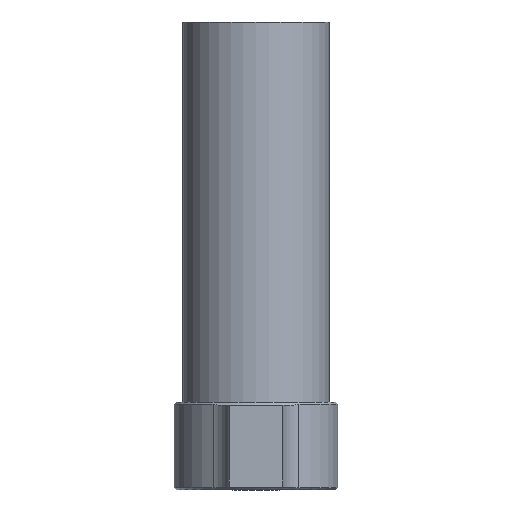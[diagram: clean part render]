
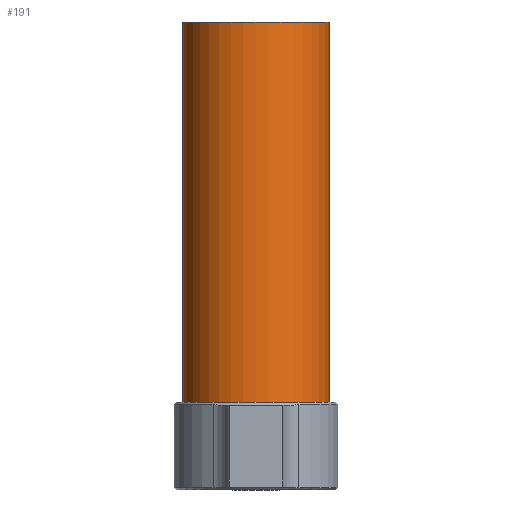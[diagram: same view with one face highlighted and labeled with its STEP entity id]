
A CAD part, front view. The second image highlights one B-rep face of the part: STEP entity #191.
In plain terms, the highlighted cylindrical face has radius 12.5 mm (diameter 25 mm), a full revolution.
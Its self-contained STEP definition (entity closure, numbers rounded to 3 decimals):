
#154=EDGE_CURVE('Unnamed[1]',#415,#429,#430,.T.);
#186=EDGE_CURVE('Unnamed[1]',#477,#414,#478,.T.);
#191=ADVANCED_FACE('Unnamed[1]',(#484,#485),#486,.T.);
#237=EDGE_CURVE('Unnamed[1]',#414,#415,#553,.T.);
#250=EDGE_CURVE('Unnamed[1]',#572,#572,#573,.T.);
#320=EDGE_CURVE('Unnamed[1]',#429,#477,#659,.T.);
#414=VERTEX_POINT('',#777);
#415=VERTEX_POINT('',#778);
#429=VERTEX_POINT('',#798);
#430=LINE('',#799,#800);
#477=VERTEX_POINT('',#1025);
#478=LINE('',#1026,#1027);
#484=FACE_BOUND('',#1042,.T.);
#485=FACE_BOUND('',#1043,.T.);
#486=CYLINDRICAL_SURFACE('',#1044,12.5);
#553=CIRCLE('',#1166,12.5);
#572=VERTEX_POINT('',#1190);
#573=CIRCLE('',#1191,12.5);
#659=ELLIPSE('',#1504,17.678,12.5);
#777=CARTESIAN_POINT('',(4.265,11.75,0.));
#778=CARTESIAN_POINT('',(-4.265,11.75,0.));
#798=CARTESIAN_POINT('',(-4.265,11.75,-60.0));
#799=CARTESIAN_POINT('',(-4.265,11.75,-30.0));
#800=VECTOR('',#1625,1.0);
#1025=CARTESIAN_POINT('',(4.265,11.75,-60.0));
#1026=CARTESIAN_POINT('',(4.265,11.75,-30.0));
#1027=VECTOR('',#1658,1.0);
#1042=EDGE_LOOP('',(#1660,#1661,#1662,#1663));
#1043=EDGE_LOOP('',(#1664));
#1044=AXIS2_PLACEMENT_3D('',#1665,#1666,#1667);
#1166=AXIS2_PLACEMENT_3D('',#1752,#1753,#1754);
#1190=CARTESIAN_POINT('',(0.,12.5,-65.0));
#1191=AXIS2_PLACEMENT_3D('',#1778,#1779,#1780);
#1504=AXIS2_PLACEMENT_3D('',#1885,#1886,#1887);
#1625=DIRECTION('',(0.,0.,-1.0));
#1658=DIRECTION('',(0.,0.,1.0));
#1660=ORIENTED_EDGE('',*,*,#154,.T.);
#1661=ORIENTED_EDGE('',*,*,#320,.T.);
#1662=ORIENTED_EDGE('',*,*,#186,.T.);
#1663=ORIENTED_EDGE('',*,*,#237,.T.);
#1664=ORIENTED_EDGE('',*,*,#250,.F.);
#1665=CARTESIAN_POINT('',(0.,0.,-32.5));
#1666=DIRECTION('',(0.,0.,-1.0));
#1667=DIRECTION('',(0.,1.0,0.));
#1752=CARTESIAN_POINT('',(0.,0.,0.));
#1753=DIRECTION('',(0.,0.,-1.0));
#1754=DIRECTION('',(0.,1.0,0.));
#1778=CARTESIAN_POINT('',(0.,0.,-65.0));
#1779=DIRECTION('',(0.,0.,-1.0));
#1780=DIRECTION('',(0.,1.0,0.));
#1885=CARTESIAN_POINT('',(0.,0.,-48.25));
#1886=DIRECTION('',(0.,-0.707,-0.707));
#1887=DIRECTION('',(0.,0.707,-0.707));
